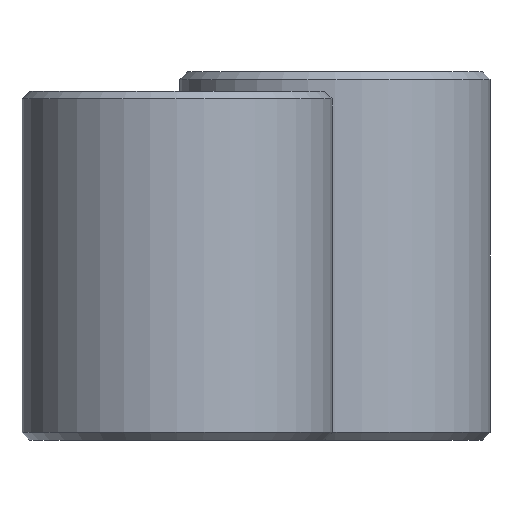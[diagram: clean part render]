
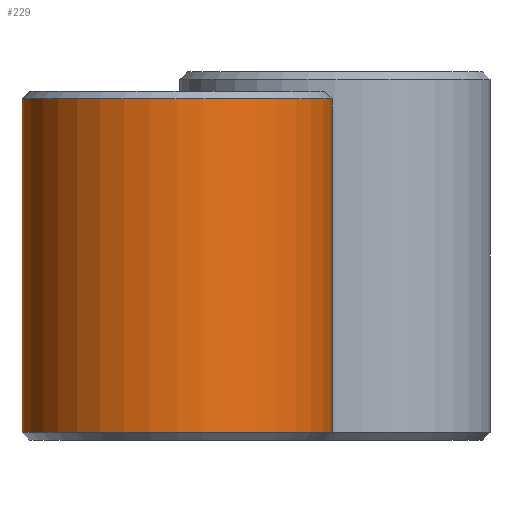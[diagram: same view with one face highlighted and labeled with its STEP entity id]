
A CAD part, front view. The second image highlights one B-rep face of the part: STEP entity #229.
In plain terms, the highlighted cylindrical face has radius 4 mm (diameter 8 mm), a full revolution.
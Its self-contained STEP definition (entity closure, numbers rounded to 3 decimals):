
#31=CYLINDRICAL_SURFACE('',#275,4.);
#45=FACE_OUTER_BOUND('',#62,.T.);
#62=EDGE_LOOP('',(#169,#170,#171,#172));
#80=LINE('',#408,#92);
#92=VECTOR('',#325,4.);
#103=CIRCLE('',#271,4.);
#106=CIRCLE('',#276,4.);
#119=VERTEX_POINT('',#397);
#122=VERTEX_POINT('',#406);
#135=EDGE_CURVE('',#119,#119,#103,.T.);
#139=EDGE_CURVE('',#122,#122,#106,.T.);
#140=EDGE_CURVE('',#122,#119,#80,.T.);
#169=ORIENTED_EDGE('',*,*,#139,.F.);
#170=ORIENTED_EDGE('',*,*,#140,.T.);
#171=ORIENTED_EDGE('',*,*,#135,.F.);
#172=ORIENTED_EDGE('',*,*,#140,.F.);
#229=ADVANCED_FACE('',(#45),#31,.T.);
#271=AXIS2_PLACEMENT_3D('',#398,#312,#313);
#275=AXIS2_PLACEMENT_3D('',#405,#321,#322);
#276=AXIS2_PLACEMENT_3D('',#407,#323,#324);
#312=DIRECTION('center_axis',(0.,0.,
-1.));
#313=DIRECTION('ref_axis',(-1.,0.,0.));
#321=DIRECTION('center_axis',(0.,0.,1.));
#322=DIRECTION('ref_axis',(-1.,0.,0.));
#323=DIRECTION('center_axis',(0.,0.,
1.));
#324=DIRECTION('ref_axis',(-1.,0.,0.));
#325=DIRECTION('',(0.,0.,-1.));
#397=CARTESIAN_POINT('',(-83.122,-22.972,15.7));
#398=CARTESIAN_POINT('Origin',(-87.122,-22.972,15.7));
#405=CARTESIAN_POINT('Origin',(-87.122,-22.972,15.5));
#406=CARTESIAN_POINT('',(-83.122,-22.972,24.3));
#407=CARTESIAN_POINT('Origin',(-87.122,-22.972,24.3));
#408=CARTESIAN_POINT('',(-83.122,-22.972,15.5));
